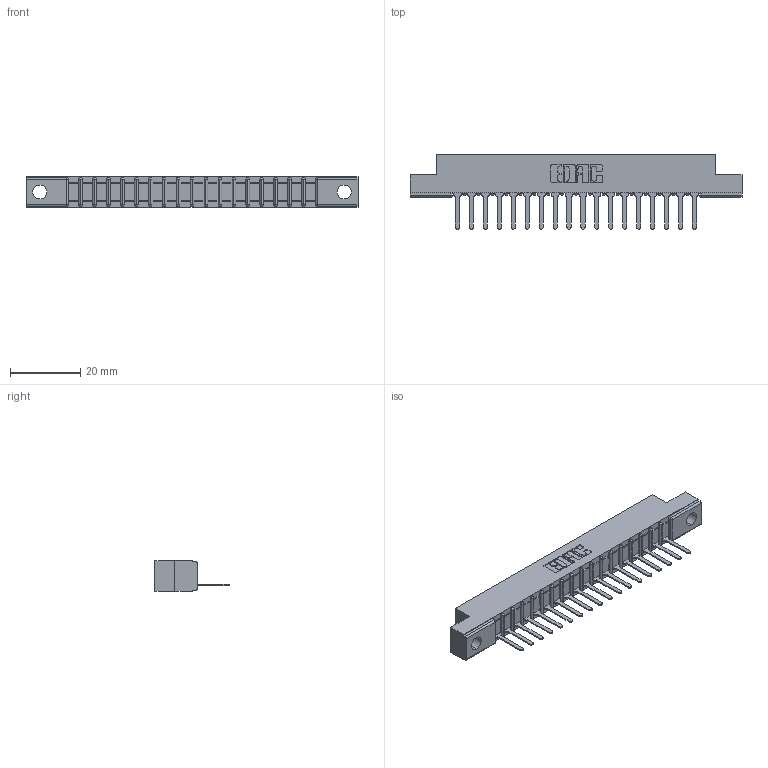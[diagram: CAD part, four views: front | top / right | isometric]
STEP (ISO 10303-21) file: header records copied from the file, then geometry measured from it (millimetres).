
FILE_DESCRIPTION (( 'STEP AP203' ), '1' );
FILE_NAME ('307-018-527-104.STEP', '2019-09-03T17:55:00', ( '' ), ( '' ), 'SwSTEP 2.0', 'SolidWorks 2016', '' );
FILE_SCHEMA (( 'CONFIG_CONTROL_DESIGN' ));
Length unit declared in the file: inch
Products named in the file (3): 307-018-527-104; 307 Part_.156 Dia Mounting Holes; 307-290-001_527
Assembly tree (19 placements, depth 2):
  307-018-527-104
    307 Part_.156 Dia Mounting Holes
    307-290-001_527  x18
Bounding box: 94.34 x 21.11 x 8.71 mm (x, y, z)
Volume: 5871.6 mm3; surface area: 8882.5 mm2
Topology: 19 solids, 19 shells, 1159 faces, 3275 edges, 2106 vertices
Faces by surface type: plane 750, cylinder 371, sphere 38
Entity records: 18776 total; most frequent: CARTESIAN_POINT 3158, ORIENTED_EDGE 3142, DIRECTION 3077, EDGE_CURVE 1571, LINE 1203, VECTOR 1203, VERTEX_POINT 1018, AXIS2_PLACEMENT_3D 937
